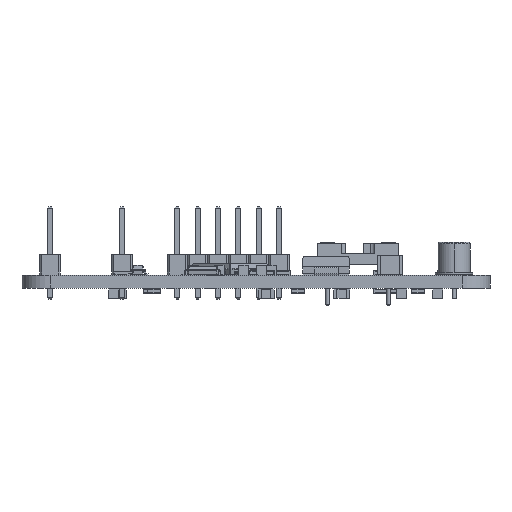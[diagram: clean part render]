
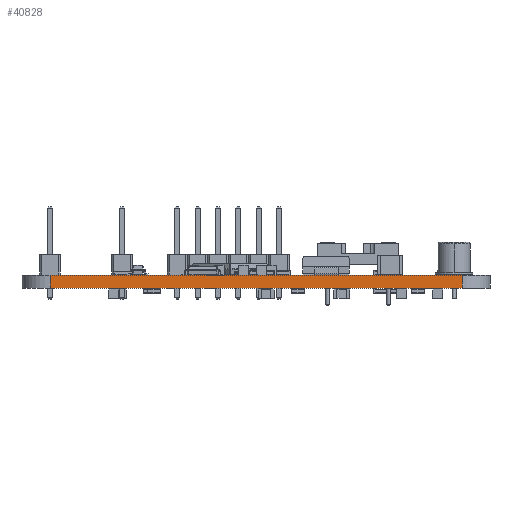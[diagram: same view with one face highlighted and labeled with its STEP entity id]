
A CAD part, front view. The second image highlights one B-rep face of the part: STEP entity #40828.
In plain terms, the highlighted planar face has unit normal (0, -1, 0).
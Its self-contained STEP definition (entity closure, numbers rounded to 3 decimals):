
#39773 = VERTEX_POINT('',#39774);
#39774 = CARTESIAN_POINT('',(141.5,-124.5,0.));
#39781 = EDGE_CURVE('',#39782,#39773,#39784,.T.);
#39782 = VERTEX_POINT('',#39783);
#39783 = CARTESIAN_POINT('',(193.,-124.5,0.));
#39784 = LINE('',#39785,#39786);
#39785 = CARTESIAN_POINT('',(193.,-124.5,0.));
#39786 = VECTOR('',#39787,1.);
#39787 = DIRECTION('',(-1.,0.,0.));
#40308 = VERTEX_POINT('',#40309);
#40309 = CARTESIAN_POINT('',(141.5,-124.5,1.6));
#40316 = EDGE_CURVE('',#40317,#40308,#40319,.T.);
#40317 = VERTEX_POINT('',#40318);
#40318 = CARTESIAN_POINT('',(193.,-124.5,1.6));
#40319 = LINE('',#40320,#40321);
#40320 = CARTESIAN_POINT('',(193.,-124.5,1.6));
#40321 = VECTOR('',#40322,1.);
#40322 = DIRECTION('',(-1.,0.,0.));
#40800 = EDGE_CURVE('',#39782,#40317,#40801,.T.);
#40801 = LINE('',#40802,#40803);
#40802 = CARTESIAN_POINT('',(193.,-124.5,0.));
#40803 = VECTOR('',#40804,1.);
#40804 = DIRECTION('',(0.,0.,1.));
#40828 = ADVANCED_FACE('',(#40829),#40840,.T.);
#40829 = FACE_BOUND('',#40830,.T.);
#40830 = EDGE_LOOP('',(#40831,#40832,#40833,#40839));
#40831 = ORIENTED_EDGE('',*,*,#40800,.T.);
#40832 = ORIENTED_EDGE('',*,*,#40316,.T.);
#40833 = ORIENTED_EDGE('',*,*,#40834,.F.);
#40834 = EDGE_CURVE('',#39773,#40308,#40835,.T.);
#40835 = LINE('',#40836,#40837);
#40836 = CARTESIAN_POINT('',(141.5,-124.5,0.));
#40837 = VECTOR('',#40838,1.);
#40838 = DIRECTION('',(0.,0.,1.));
#40839 = ORIENTED_EDGE('',*,*,#39781,.F.);
#40840 = PLANE('',#40841);
#40841 = AXIS2_PLACEMENT_3D('',#40842,#40843,#40844);
#40842 = CARTESIAN_POINT('',(193.,-124.5,0.));
#40843 = DIRECTION('',(0.,-1.,0.));
#40844 = DIRECTION('',(-1.,0.,0.));
